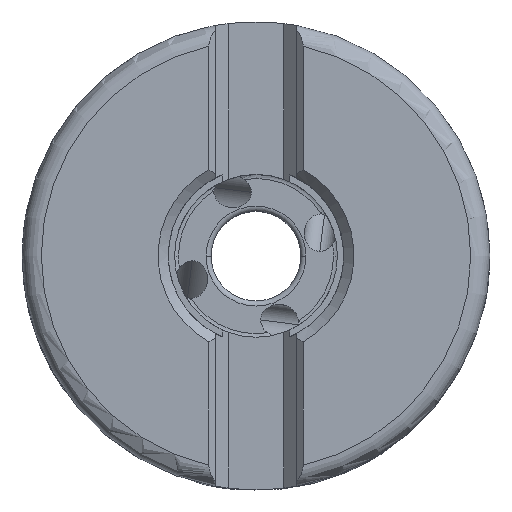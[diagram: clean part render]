
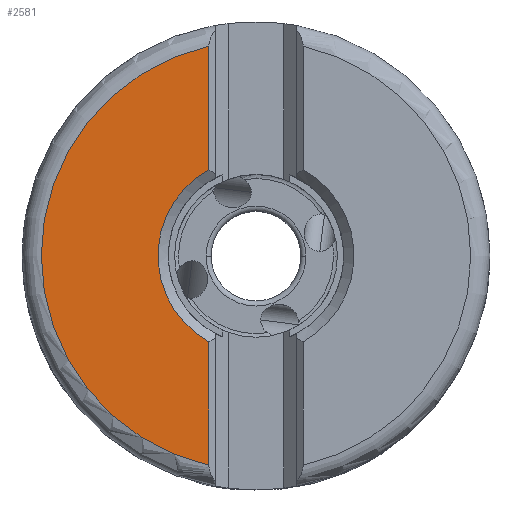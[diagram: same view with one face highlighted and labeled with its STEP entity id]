
A CAD part, top view. The second image highlights one B-rep face of the part: STEP entity #2581.
In plain terms, the highlighted planar face has unit normal (0, 0, 1).
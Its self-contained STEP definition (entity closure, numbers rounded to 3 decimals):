
#508=LINE('',#17896,#855);
#509=LINE('',#17900,#856);
#855=VECTOR('',#11572,1.);
#856=VECTOR('',#11575,1.);
#1344=FACE_OUTER_BOUND('',#3285,.T.);
#2581=ADVANCED_FACE('',(#1344),#3047,.T.);
#3047=PLANE('',#10266);
#3285=EDGE_LOOP('',(#4402,#4403,#4404,#4405));
#4402=ORIENTED_EDGE('',*,*,#8302,.T.);
#4403=ORIENTED_EDGE('',*,*,#8303,.F.);
#4404=ORIENTED_EDGE('',*,*,#8304,.T.);
#4405=ORIENTED_EDGE('',*,*,#8301,.F.);
#7166=VERTEX_POINT('',#17872);
#7169=VERTEX_POINT('',#17893);
#7170=VERTEX_POINT('',#17897);
#7171=VERTEX_POINT('',#17899);
#8301=EDGE_CURVE('',#7169,#7166,#9535,.T.);
#8302=EDGE_CURVE('',#7169,#7170,#508,.T.);
#8303=EDGE_CURVE('',#7171,#7170,#9536,.T.);
#8304=EDGE_CURVE('',#7171,#7166,#509,.T.);
#9535=CIRCLE('',#10263,7.65);
#9536=CIRCLE('',#10265,16.757);
#10263=AXIS2_PLACEMENT_3D('',#17894,#11568,#11569);
#10265=AXIS2_PLACEMENT_3D('',#17898,#11573,#11574);
#10266=AXIS2_PLACEMENT_3D('',#17901,#11576,#11577);
#11568=DIRECTION('',(0.,0.,1.));
#11569=DIRECTION('',(-0.48,0.877,0.));
#11572=DIRECTION('',(0.,1.,0.));
#11573=DIRECTION('',(0.,0.,-1.));
#11574=DIRECTION('',(-0.219,-0.976,0.));
#11575=DIRECTION('',(0.,1.,0.));
#11576=DIRECTION('',(0.,0.,1.));
#11577=DIRECTION('',(-1.,0.,0.));
#17872=CARTESIAN_POINT('',(-3.675,-6.709,0.));
#17893=CARTESIAN_POINT('',(-3.675,6.709,0.));
#17894=CARTESIAN_POINT('',(0.,0.,0.));
#17896=CARTESIAN_POINT('',(-3.675,6.709,0.));
#17897=CARTESIAN_POINT('',(-3.675,16.349,0.));
#17898=CARTESIAN_POINT('',(0.,0.,0.));
#17899=CARTESIAN_POINT('',(-3.675,-16.349,0.));
#17900=CARTESIAN_POINT('',(-3.675,-16.349,0.));
#17901=CARTESIAN_POINT('',(-10.217,0.,0.));
